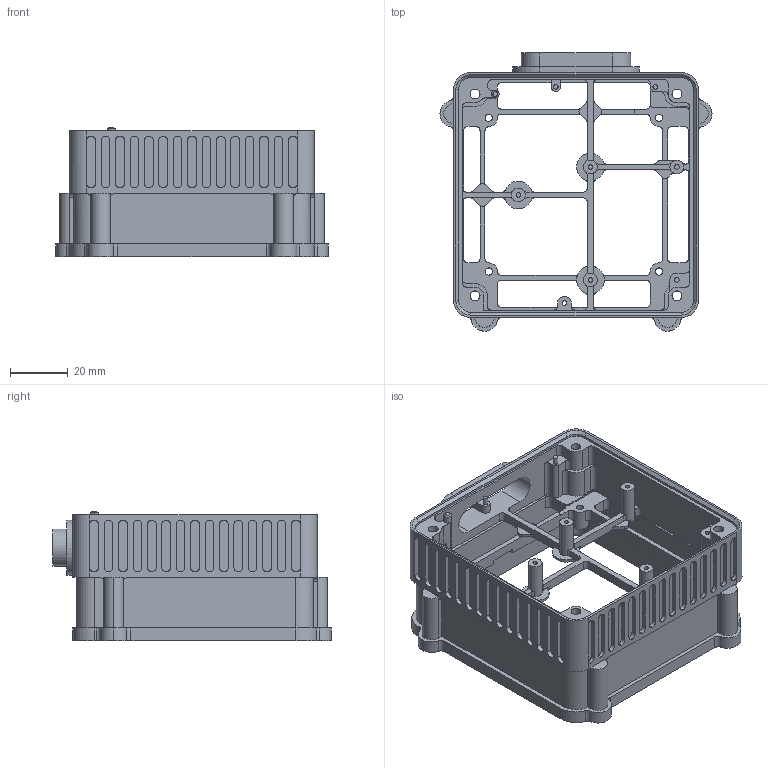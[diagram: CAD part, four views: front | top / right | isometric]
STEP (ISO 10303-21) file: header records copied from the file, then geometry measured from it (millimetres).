
FILE_DESCRIPTION (( 'STEP AP203' ), '1' );
FILE_NAME ('Vx-PART-SQ RIEGL ALU oblong 25mm-P7-181030.STEP', '2018-10-30T09:49:45', ( '' ), ( '' ), 'SwSTEP 2.0', 'SolidWorks 2016', '' );
FILE_SCHEMA (( 'CONFIG_CONTROL_DESIGN' ));
Length unit declared in the file: millimetre
Products named in the file (1): Vx-PART-SQ RIEGL ALU oblong 25mm-P7-181030
Bounding box: 94.4 x 96.5 x 45 mm (x, y, z)
Volume: 43630.6 mm3; surface area: 44269.3 mm2
Topology: 1 solids, 1 shells, 762 faces, 2121 edges, 1397 vertices
Faces by surface type: cylinder 390, plane 366, cone 6
Entity records: 24854 total; most frequent: DIRECTION 4491, CARTESIAN_POINT 4313, ORIENTED_EDGE 4242, EDGE_CURVE 2121, AXIS2_PLACEMENT_3D 1611, VERTEX_POINT 1397, VECTOR 1269, LINE 1269
